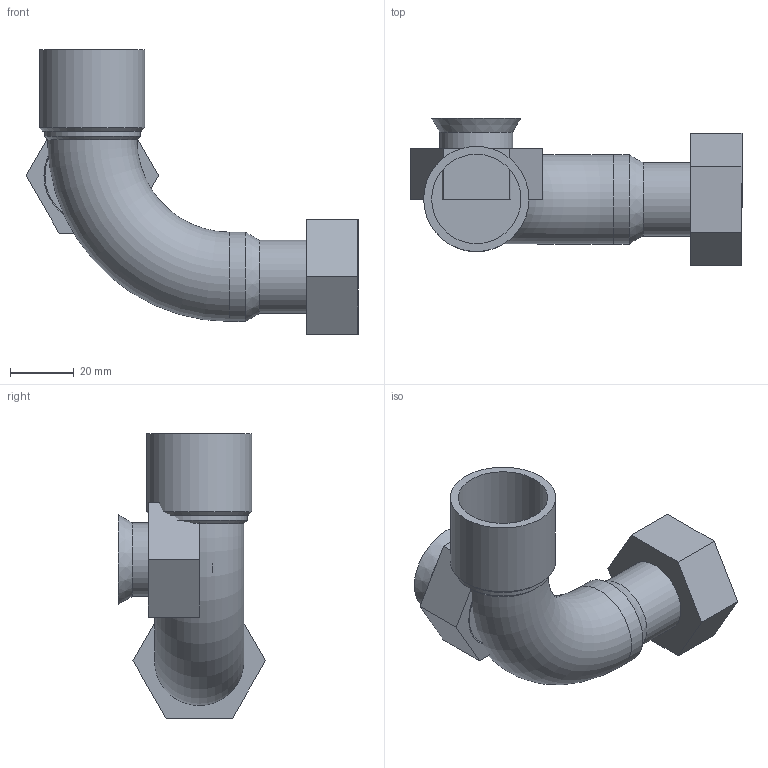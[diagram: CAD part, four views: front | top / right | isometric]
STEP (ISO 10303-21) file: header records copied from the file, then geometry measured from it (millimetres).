
FILE_DESCRIPTION( ( 'Unknown' ), '1' );
FILE_NAME( 'F35R1DN28.stp', 'Unknown', ( 'Unknown' ), ( 'Unknown' ), 'PSStep 14.0', 'Unknown', ' ' );
FILE_SCHEMA( ( 'AUTOMOTIVE_DESIGN { 1 0 10303 214 1 1 1 1 }' ) );
Length unit declared in the file: millimetre
Products named in the file (4): Assem1; COD90MHDN28corteGEN; LOCA1_28corte; TUERCA1_28gen
Bounding box: 104.07 x 46.11 x 89.21 mm (x, y, z)
Volume: 60355.5 mm3; surface area: 56688.4 mm2
Topology: 6 solids, 6 shells, 72 faces, 142 edges, 94 vertices
Faces by surface type: plane 36, cylinder 24, cone 8, torus 4
Full cylindrical faces by diameter (mm): 20 x2, 23 x4, 23.2 x2, 25 x2, 28 x4, 29.7 x2, 30 x2, 30.291 x4, 33 x2
Entity records: 1132 total; most frequent: DIRECTION 154, CARTESIAN_POINT 126, ORIENTED_EDGE 92, AXIS2_PLACEMENT_3D 68, EDGE_LOOP 64, FACE_OUTER_BOUND 50, EDGE_CURVE 46, VERTEX_POINT 40
